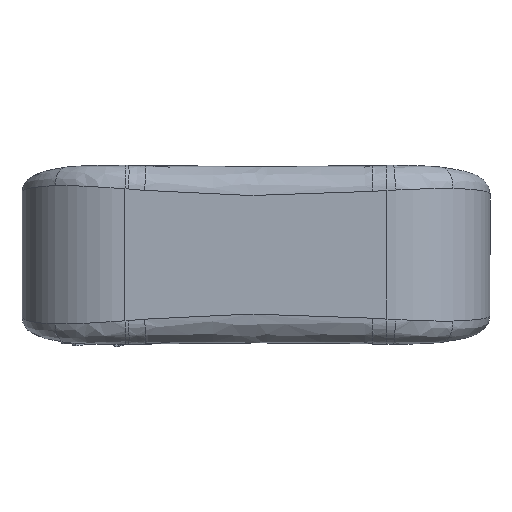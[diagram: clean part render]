
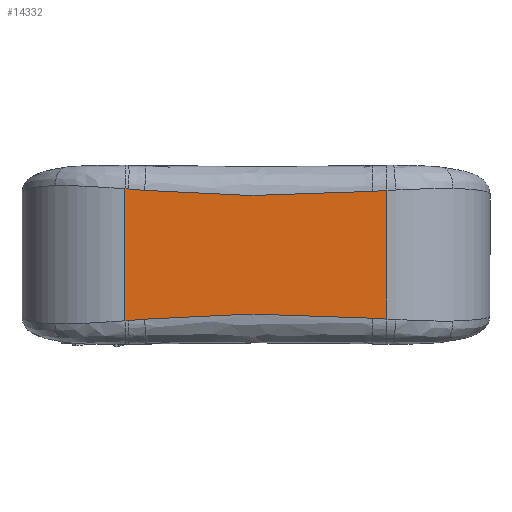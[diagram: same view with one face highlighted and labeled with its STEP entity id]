
A CAD part, front view. The second image highlights one B-rep face of the part: STEP entity #14332.
In plain terms, the highlighted planar face has unit normal (0, -1, 0).
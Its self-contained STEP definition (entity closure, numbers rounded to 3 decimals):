
#435=PLANE('',#15088);
#1531=LINE('',#36308,#2368);
#1532=LINE('',#36310,#2369);
#2368=VECTOR('',#17422,53.832);
#2369=VECTOR('',#17425,52.431);
#3312=FACE_OUTER_BOUND('',#4171,.T.);
#4171=EDGE_LOOP('',(#13103,#13104,#13105,#13106,#13107,#13108,#13109,#13110,
#13111,#13112));
#5078=B_SPLINE_CURVE_WITH_KNOTS('',3,(#32145,#32146,#32147,#32148),
 .UNSPECIFIED.,.F.,.F.,(4,4),(-25.078,-24.944),
 .UNSPECIFIED.);
#5081=B_SPLINE_CURVE_WITH_KNOTS('',3,(#32196,#32197,#32198,#32199,#32200),
 .UNSPECIFIED.,.F.,.F.,(4,1,4),(-24.944,-24.63,-24.273),
 .UNSPECIFIED.);
#5101=B_SPLINE_CURVE_WITH_KNOTS('',3,(#32576,#32577,#32578,#32579,#32580,
#32581,#32582),.UNSPECIFIED.,.F.,.F.,(4,2,1,4),(-14.956,-14.823,
-14.376,-14.376),.UNSPECIFIED.);
#5102=B_SPLINE_CURVE_WITH_KNOTS('',3,(#32709,#32710,#32711,#32712,#32713,
#32714,#32715,#32716,#32717,#32718,#32719,#32720,#32721,#32722),
 .UNSPECIFIED.,.F.,.F.,(4,1,1,1,1,1,1,1,1,1,1,4),(-24.273,-24.183,
-23.288,-22.519,-22.395,-21.504,
-19.278,-17.053,-16.161,-15.779,
-15.269,-14.956),.UNSPECIFIED.);
#5174=B_SPLINE_CURVE_WITH_KNOTS('',3,(#34588,#34589,#34590,#34591),
 .UNSPECIFIED.,.F.,.F.,(4,4),(-25.078,-24.944),
 .UNSPECIFIED.);
#5177=B_SPLINE_CURVE_WITH_KNOTS('',3,(#34641,#34642,#34643,#34644,#34645),
 .UNSPECIFIED.,.F.,.F.,(4,1,4),(-24.944,-24.63,-24.273),
 .UNSPECIFIED.);
#5196=B_SPLINE_CURVE_WITH_KNOTS('',3,(#35014,#35015,#35016,#35017,#35018,
#35019,#35020),.UNSPECIFIED.,.F.,.F.,(4,2,1,4),(-14.956,-14.823,
-14.376,-14.376),.UNSPECIFIED.);
#5199=B_SPLINE_CURVE_WITH_KNOTS('',3,(#35168,#35169,#35170,#35171,#35172,
#35173,#35174,#35175,#35176,#35177,#35178,#35179,#35180,#35181),
 .UNSPECIFIED.,.F.,.F.,(4,1,1,1,1,1,1,1,1,1,1,4),(-24.273,-24.183,
-23.288,-22.519,-22.395,-21.504,
-19.278,-17.053,-16.161,-15.779,
-15.269,-14.956),.UNSPECIFIED.);
#6468=VERTEX_POINT('',#31733);
#6478=VERTEX_POINT('',#32137);
#6479=VERTEX_POINT('',#32188);
#6490=VERTEX_POINT('',#32493);
#6492=VERTEX_POINT('',#32561);
#6564=VERTEX_POINT('',#34299);
#6570=VERTEX_POINT('',#34575);
#6572=VERTEX_POINT('',#34627);
#6584=VERTEX_POINT('',#34938);
#6586=VERTEX_POINT('',#35006);
#8530=EDGE_CURVE('',#6468,#6478,#5078,.T.);
#8533=EDGE_CURVE('',#6478,#6479,#5081,.T.);
#8553=EDGE_CURVE('',#6492,#6490,#5101,.T.);
#8554=EDGE_CURVE('',#6479,#6492,#5102,.T.);
#8707=EDGE_CURVE('',#6564,#6570,#5174,.T.);
#8710=EDGE_CURVE('',#6570,#6572,#5177,.T.);
#8729=EDGE_CURVE('',#6586,#6584,#5196,.T.);
#8732=EDGE_CURVE('',#6572,#6586,#5199,.T.);
#8780=EDGE_CURVE('',#6468,#6564,#1531,.T.);
#8781=EDGE_CURVE('',#6490,#6584,#1532,.T.);
#13103=ORIENTED_EDGE('',*,*,#8707,.F.);
#13104=ORIENTED_EDGE('',*,*,#8780,.F.);
#13105=ORIENTED_EDGE('',*,*,#8530,.T.);
#13106=ORIENTED_EDGE('',*,*,#8533,.T.);
#13107=ORIENTED_EDGE('',*,*,#8554,.T.);
#13108=ORIENTED_EDGE('',*,*,#8553,.T.);
#13109=ORIENTED_EDGE('',*,*,#8781,.T.);
#13110=ORIENTED_EDGE('',*,*,#8729,.F.);
#13111=ORIENTED_EDGE('',*,*,#8732,.F.);
#13112=ORIENTED_EDGE('',*,*,#8710,.F.);
#14332=ADVANCED_FACE('',(#3312),#435,.T.);
#15088=AXIS2_PLACEMENT_3D('',#36309,#17423,#17424);
#17422=DIRECTION('',(0.,0.,1.));
#17423=DIRECTION('center_axis',(0.,-1.,0.));
#17424=DIRECTION('ref_axis',(1.,0.,0.));
#17425=DIRECTION('',(0.,0.,1.));
#31733=CARTESIAN_POINT('',(-53.,-150.,-26.916));
#32137=CARTESIAN_POINT('',(-51.668,-150.,-26.806));
#32145=CARTESIAN_POINT('Ctrl Pts',(-53.,-150.,-26.916));
#32146=CARTESIAN_POINT('Ctrl Pts',(-52.556,-150.,-26.879));
#32147=CARTESIAN_POINT('Ctrl Pts',(-52.112,-150.,-26.843));
#32148=CARTESIAN_POINT('Ctrl Pts',(-51.668,-150.,-26.806));
#32188=CARTESIAN_POINT('',(-45.,-150.,-26.242));
#32196=CARTESIAN_POINT('Ctrl Pts',(-51.668,-150.,-26.806));
#32197=CARTESIAN_POINT('Ctrl Pts',(-50.628,-150.,-26.721));
#32198=CARTESIAN_POINT('Ctrl Pts',(-48.407,-150.,-26.528));
#32199=CARTESIAN_POINT('Ctrl Pts',(-46.184,-150.,-26.338));
#32200=CARTESIAN_POINT('Ctrl Pts',(-45.,-150.,-26.242));
#32493=CARTESIAN_POINT('',(53.774,-150.,-26.215));
#32561=CARTESIAN_POINT('',(48.,-150.,-25.839));
#32576=CARTESIAN_POINT('Ctrl Pts',(48.,-150.,-25.839));
#32577=CARTESIAN_POINT('Ctrl Pts',(48.442,-150.,-25.865));
#32578=CARTESIAN_POINT('Ctrl Pts',(48.883,-150.,-25.892));
#32579=CARTESIAN_POINT('Ctrl Pts',(50.807,-150.,-26.014));
#32580=CARTESIAN_POINT('Ctrl Pts',(52.29,-150.,-26.116));
#32581=CARTESIAN_POINT('Ctrl Pts',(53.774,-150.,-26.215));
#32582=CARTESIAN_POINT('Ctrl Pts',(53.774,-150.,-26.215));
#32709=CARTESIAN_POINT('Ctrl Pts',(-45.,-150.,-26.242));
#32710=CARTESIAN_POINT('Ctrl Pts',(-44.701,-150.,-26.217));
#32711=CARTESIAN_POINT('Ctrl Pts',(-41.437,-150.,-25.952));
#32712=CARTESIAN_POINT('Ctrl Pts',(-35.622,-150.,-25.502));
#32713=CARTESIAN_POINT('Ctrl Pts',(-29.686,-150.,-25.11));
#32714=CARTESIAN_POINT('Ctrl Pts',(-23.754,-150.,-24.767));
#32715=CARTESIAN_POINT('Ctrl Pts',(-12.972,-150.,-24.242));
#32716=CARTESIAN_POINT('Ctrl Pts',(4.843,-150.,-24.014));
#32717=CARTESIAN_POINT('Ctrl Pts',(22.643,-150.,-24.538));
#32718=CARTESIAN_POINT('Ctrl Pts',(34.286,-150.,-25.078));
#32719=CARTESIAN_POINT('Ctrl Pts',(40.216,-150.,-25.39));
#32720=CARTESIAN_POINT('Ctrl Pts',(44.224,-150.,-25.615));
#32721=CARTESIAN_POINT('Ctrl Pts',(46.959,-150.,-25.776));
#32722=CARTESIAN_POINT('Ctrl Pts',(48.,-150.,-25.839));
#34299=CARTESIAN_POINT('',(-53.,-150.,26.916));
#34575=CARTESIAN_POINT('',(-51.668,-150.,26.806));
#34588=CARTESIAN_POINT('Ctrl Pts',(-53.,-150.,26.916));
#34589=CARTESIAN_POINT('Ctrl Pts',(-52.556,-150.,26.879));
#34590=CARTESIAN_POINT('Ctrl Pts',(-52.112,-150.,26.843));
#34591=CARTESIAN_POINT('Ctrl Pts',(-51.668,-150.,26.806));
#34627=CARTESIAN_POINT('',(-45.,-150.,26.242));
#34641=CARTESIAN_POINT('Ctrl Pts',(-51.668,-150.,26.806));
#34642=CARTESIAN_POINT('Ctrl Pts',(-50.628,-150.,26.721));
#34643=CARTESIAN_POINT('Ctrl Pts',(-48.407,-150.,26.528));
#34644=CARTESIAN_POINT('Ctrl Pts',(-46.184,-150.,26.338));
#34645=CARTESIAN_POINT('Ctrl Pts',(-45.,-150.,26.242));
#34938=CARTESIAN_POINT('',(53.774,-150.,26.215));
#35006=CARTESIAN_POINT('',(48.,-150.,25.839));
#35014=CARTESIAN_POINT('Ctrl Pts',(48.,-150.,25.839));
#35015=CARTESIAN_POINT('Ctrl Pts',(48.442,-150.,25.865));
#35016=CARTESIAN_POINT('Ctrl Pts',(48.883,-150.,25.892));
#35017=CARTESIAN_POINT('Ctrl Pts',(50.807,-150.,26.014));
#35018=CARTESIAN_POINT('Ctrl Pts',(52.29,-150.,26.116));
#35019=CARTESIAN_POINT('Ctrl Pts',(53.774,-150.,26.215));
#35020=CARTESIAN_POINT('Ctrl Pts',(53.774,-150.,26.215));
#35168=CARTESIAN_POINT('Ctrl Pts',(-45.,-150.,26.242));
#35169=CARTESIAN_POINT('Ctrl Pts',(-44.701,-150.,26.217));
#35170=CARTESIAN_POINT('Ctrl Pts',(-41.437,-150.,25.952));
#35171=CARTESIAN_POINT('Ctrl Pts',(-35.622,-150.,25.502));
#35172=CARTESIAN_POINT('Ctrl Pts',(-29.686,-150.,25.11));
#35173=CARTESIAN_POINT('Ctrl Pts',(-23.754,-150.,24.767));
#35174=CARTESIAN_POINT('Ctrl Pts',(-12.972,-150.,24.242));
#35175=CARTESIAN_POINT('Ctrl Pts',(4.843,-150.,24.014));
#35176=CARTESIAN_POINT('Ctrl Pts',(22.643,-150.,24.538));
#35177=CARTESIAN_POINT('Ctrl Pts',(34.286,-150.,25.078));
#35178=CARTESIAN_POINT('Ctrl Pts',(40.216,-150.,25.39));
#35179=CARTESIAN_POINT('Ctrl Pts',(44.224,-150.,25.615));
#35180=CARTESIAN_POINT('Ctrl Pts',(46.959,-150.,25.776));
#35181=CARTESIAN_POINT('Ctrl Pts',(48.,-150.,25.839));
#36308=CARTESIAN_POINT('',(-53.,-150.,0.));
#36309=CARTESIAN_POINT('Origin',(-53.,-150.,0.));
#36310=CARTESIAN_POINT('',(53.774,-150.,0.));
